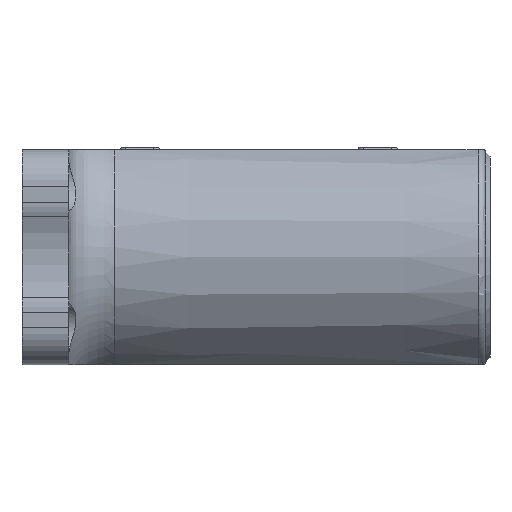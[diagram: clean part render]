
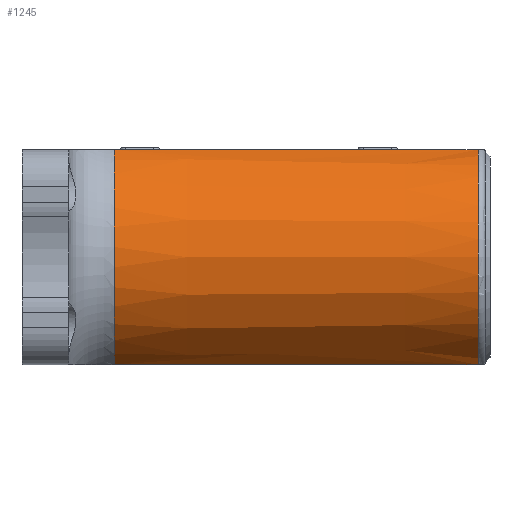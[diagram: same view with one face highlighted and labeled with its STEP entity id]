
A CAD part, left-side view. The second image highlights one B-rep face of the part: STEP entity #1245.
In plain terms, the highlighted conical face has half-angle 1.432 degrees and reference radius 131.25 mm.
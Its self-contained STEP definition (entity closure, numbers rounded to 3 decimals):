
#41 = DIRECTION ( 'NONE',  ( 0., 1., 0. ) ) ;
#93 = DIRECTION ( 'NONE',  ( -1., 0., 0. ) ) ;
#174 = VERTEX_POINT ( 'NONE', #1117 ) ;
#202 = B_SPLINE_CURVE_WITH_KNOTS ( 'NONE', 3,
 ( #2598, #2443, #1115, #2159, #1819, #1712, #2757, #1874, #1549, #947, #1385, #209 ),
 .UNSPECIFIED., .F., .F.,
 ( 4, 2, 2, 2, 2, 4 ),
 ( 1.149, 1.198, 1.247, 1.345, 1.443, 1.541 ),
 .UNSPECIFIED. ) ;
#209 = CARTESIAN_POINT ( 'NONE',  ( -60.689, -98.75, -115. ) ) ;
#279 = CARTESIAN_POINT ( 'NONE',  ( 0., -98.75, 0. ) ) ;
#336 = DIRECTION ( 'NONE',  ( 0., -1., 0. ) ) ;
#370 = EDGE_CURVE ( 'NONE', #2467, #174, #2587, .T. ) ;
#425 = AXIS2_PLACEMENT_3D ( 'NONE', #2742, #1093, #2951 ) ;
#500 = CARTESIAN_POINT ( 'NONE',  ( -38.058, -454.872, 115. ) ) ;
#620 = CARTESIAN_POINT ( 'NONE',  ( -41.756, -406.351, 115. ) ) ;
#638 = CARTESIAN_POINT ( 'NONE',  ( -35.382, -487.2, 115. ) ) ;
#943 = CARTESIAN_POINT ( 'NONE',  ( -51.48, -260.687, 115. ) ) ;
#947 = CARTESIAN_POINT ( 'NONE',  ( -57.161, -163.534, -115. ) ) ;
#1003 = CARTESIAN_POINT ( 'NONE',  ( -57.161, -163.534, 115. ) ) ;
#1063 = CIRCLE ( 'NONE', #3386, 120.32 ) ;
#1076 = ORIENTED_EDGE ( 'NONE', *, *, #370, .T. ) ;
#1082 = ORIENTED_EDGE ( 'NONE', *, *, #2691, .T. ) ;
#1093 = DIRECTION ( 'NONE',  ( 0., 1., 0. ) ) ;
#1115 = CARTESIAN_POINT ( 'NONE',  ( -38.058, -454.872, -115. ) ) ;
#1117 = CARTESIAN_POINT ( 'NONE',  ( -60.689, -98.75, -115. ) ) ;
#1163 = CARTESIAN_POINT ( 'NONE',  ( -40.558, -422.528, 115. ) ) ;
#1202 = CARTESIAN_POINT ( 'NONE',  ( -35.382, -487.2, -115. ) ) ;
#1245 = ADVANCED_FACE ( 'NONE', ( #3169 ), #1647, .T. ) ;
#1385 = CARTESIAN_POINT ( 'NONE',  ( -58.954, -131.144, -115. ) ) ;
#1549 = CARTESIAN_POINT ( 'NONE',  ( -53.424, -228.305, -115. ) ) ;
#1647 = CONICAL_SURFACE ( 'NONE', #425, 131.25, 0.025 ) ;
#1712 = CARTESIAN_POINT ( 'NONE',  ( -45.227, -357.809, -115. ) ) ;
#1761 = CARTESIAN_POINT ( 'NONE',  ( -53.424, -228.305, 115. ) ) ;
#1774 = ORIENTED_EDGE ( 'NONE', *, *, #2004, .T. ) ;
#1819 = CARTESIAN_POINT ( 'NONE',  ( -41.756, -406.351, -115. ) ) ;
#1874 = CARTESIAN_POINT ( 'NONE',  ( -51.48, -260.687, -115. ) ) ;
#1968 = AXIS2_PLACEMENT_3D ( 'NONE', #279, #336, #3033 ) ;
#2004 = EDGE_CURVE ( 'NONE', #3043, #2408, #1063, .T. ) ;
#2065 = CARTESIAN_POINT ( 'NONE',  ( -60.689, -98.75, 115. ) ) ;
#2107 = CARTESIAN_POINT ( 'NONE',  ( 0., -487.2, 0. ) ) ;
#2129 = EDGE_CURVE ( 'NONE', #3043, #174, #202, .T. ) ;
#2159 = CARTESIAN_POINT ( 'NONE',  ( -40.558, -422.528, -115. ) ) ;
#2385 = B_SPLINE_CURVE_WITH_KNOTS ( 'NONE', 3,
 ( #3028, #3404, #500, #1163, #620, #3084, #2438, #943, #1761, #1003, #2493, #3128 ),
 .UNSPECIFIED., .F., .F.,
 ( 4, 2, 2, 2, 2, 4 ),
 ( 1.149, 1.198, 1.247, 1.345, 1.443, 1.541 ),
 .UNSPECIFIED. ) ;
#2408 = VERTEX_POINT ( 'NONE', #638 ) ;
#2438 = CARTESIAN_POINT ( 'NONE',  ( -47.381, -325.439, 115. ) ) ;
#2443 = CARTESIAN_POINT ( 'NONE',  ( -36.756, -471.04, -115. ) ) ;
#2467 = VERTEX_POINT ( 'NONE', #2065 ) ;
#2493 = CARTESIAN_POINT ( 'NONE',  ( -58.954, -131.144, 115. ) ) ;
#2508 = ORIENTED_EDGE ( 'NONE', *, *, #2129, .F. ) ;
#2587 = CIRCLE ( 'NONE', #1968, 130.031 ) ;
#2598 = CARTESIAN_POINT ( 'NONE',  ( -35.382, -487.2, -115. ) ) ;
#2691 = EDGE_CURVE ( 'NONE', #2408, #2467, #2385, .T. ) ;
#2742 = CARTESIAN_POINT ( 'NONE',  ( 0., -50., 0. ) ) ;
#2757 = CARTESIAN_POINT ( 'NONE',  ( -47.381, -325.439, -115. ) ) ;
#2923 = EDGE_LOOP ( 'NONE', ( #1082, #1076, #2508, #1774 ) ) ;
#2951 = DIRECTION ( 'NONE',  ( -1., 0., 0. ) ) ;
#3028 = CARTESIAN_POINT ( 'NONE',  ( -35.382, -487.2, 115. ) ) ;
#3033 = DIRECTION ( 'NONE',  ( 1., 0., 0. ) ) ;
#3043 = VERTEX_POINT ( 'NONE', #1202 ) ;
#3084 = CARTESIAN_POINT ( 'NONE',  ( -45.227, -357.809, 115. ) ) ;
#3128 = CARTESIAN_POINT ( 'NONE',  ( -60.689, -98.75, 115. ) ) ;
#3169 = FACE_OUTER_BOUND ( 'NONE', #2923, .T. ) ;
#3386 = AXIS2_PLACEMENT_3D ( 'NONE', #2107, #41, #93 ) ;
#3404 = CARTESIAN_POINT ( 'NONE',  ( -36.756, -471.04, 115. ) ) ;
